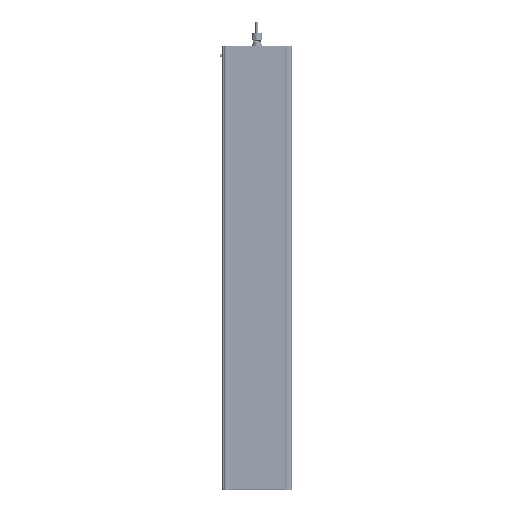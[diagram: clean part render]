
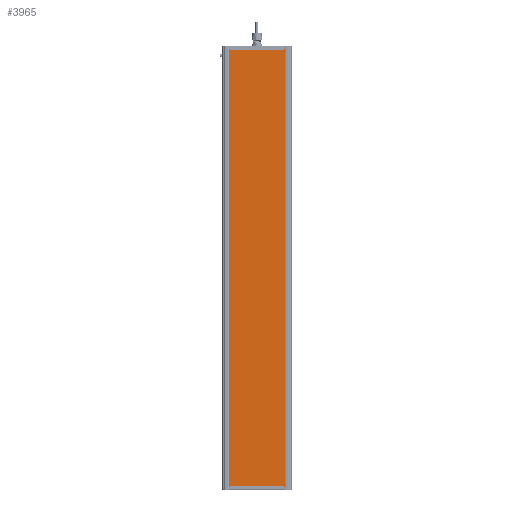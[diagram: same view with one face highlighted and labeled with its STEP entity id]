
A CAD part, front view. The second image highlights one B-rep face of the part: STEP entity #3965.
In plain terms, the highlighted face is planar.
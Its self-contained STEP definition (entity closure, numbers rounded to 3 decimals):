
#3965=ADVANCED_FACE('',(#10549),#10551,.T.);
#10549=FACE_BOUND('',#10550,.T.);
#10550=EDGE_LOOP('',(#41457,#41458,#41459,#41460));
#10551=PLANE('',#10552);
#10552=AXIS2_PLACEMENT_3D('',#10553,#10554,#10555);
#10553=CARTESIAN_POINT('',(2111.497,401.002,-34.582));
#10554=DIRECTION('',(0.,0.,-1.));
#10555=DIRECTION('',(0.,1.,0.));
#41457=ORIENTED_EDGE('',*,*,#47311,.F.);
#41458=ORIENTED_EDGE('',*,*,#47310,.T.);
#41459=ORIENTED_EDGE('',*,*,#47312,.F.);
#41460=ORIENTED_EDGE('',*,*,#47302,.F.);
#47302=EDGE_CURVE('',#51666,#51669,#51670,.T.);
#47310=EDGE_CURVE('',#51679,#51681,#51683,.T.);
#47311=EDGE_CURVE('',#51679,#51666,#51684,.T.);
#47312=EDGE_CURVE('',#51669,#51681,#51685,.T.);
#51666=VERTEX_POINT('',#60840);
#51669=VERTEX_POINT('',#60845);
#51670=LINE('',#60846,#60847);
#51679=VERTEX_POINT('',#60867);
#51681=VERTEX_POINT('',#60871);
#51683=LINE('',#60875,#60876);
#51684=LINE('',#60878,#60879);
#51685=LINE('',#60881,#60882);
#60840=CARTESIAN_POINT('',(2111.497,401.002,-34.582));
#60845=CARTESIAN_POINT('',(3307.497,401.002,-34.582));
#60846=CARTESIAN_POINT('',(2111.497,401.002,-34.582));
#60847=VECTOR('',#60848,1.);
#60848=DIRECTION('',(1.,0.,0.));
#60867=CARTESIAN_POINT('',(2111.497,565.13,-34.582));
#60871=CARTESIAN_POINT('',(3307.497,565.13,-34.582));
#60875=CARTESIAN_POINT('',(2111.497,565.13,-34.582));
#60876=VECTOR('',#60877,1.);
#60877=DIRECTION('',(1.,0.,0.));
#60878=CARTESIAN_POINT('',(2111.497,565.13,-34.582));
#60879=VECTOR('',#60880,1.);
#60880=DIRECTION('',(0.,-1.,0.));
#60881=CARTESIAN_POINT('',(3307.497,401.002,-34.582));
#60882=VECTOR('',#60883,1.);
#60883=DIRECTION('',(0.,1.,0.));
